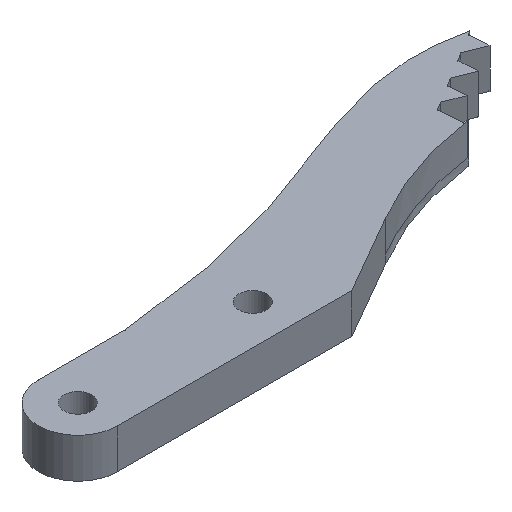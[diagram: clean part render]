
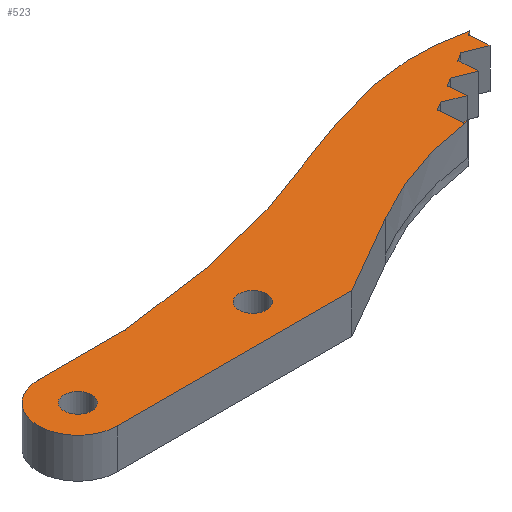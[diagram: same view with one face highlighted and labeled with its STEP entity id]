
A CAD part, isometric view. The second image highlights one B-rep face of the part: STEP entity #523.
In plain terms, the highlighted planar face has unit normal (0, 0, 1).
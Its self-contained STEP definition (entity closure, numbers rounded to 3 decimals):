
#19=(
BOUNDED_CURVE()
B_SPLINE_CURVE(4,(#859,#860,#861,#862,#863),.UNSPECIFIED.,.F.,.F.)
B_SPLINE_CURVE_WITH_KNOTS((5,5),(0.,0.954),.UNSPECIFIED.)
CURVE()
GEOMETRIC_REPRESENTATION_ITEM()
RATIONAL_B_SPLINE_CURVE((1.,1.,1.,1.,1.))
REPRESENTATION_ITEM('')
);
#20=(
BOUNDED_CURVE()
B_SPLINE_CURVE(5,(#872,#873,#874,#875,#876,#877,#878,#879,#880,#881,#882,
#883),.UNSPECIFIED.,.F.,.F.)
B_SPLINE_CURVE_WITH_KNOTS((6,1,1,1,1,1,1,6),(-0.606,-0.6,-0.5,
-0.4,-0.3,-0.2,-0.1,0.),.UNSPECIFIED.)
CURVE()
GEOMETRIC_REPRESENTATION_ITEM()
RATIONAL_B_SPLINE_CURVE((1.,1.,1.,1.,1.,1.,1.,1.,1.,1.,1.,1.))
REPRESENTATION_ITEM('')
);
#23=FACE_BOUND('',#78,.T.);
#24=FACE_BOUND('',#79,.T.);
#30=CIRCLE('',#573,5.);
#31=CIRCLE('',#574,1.75);
#32=CIRCLE('',#575,1.75);
#50=FACE_OUTER_BOUND('',#77,.T.);
#77=EDGE_LOOP('',(#403,#404,#405,#406,#407,#408,#409,#410,#411,#412,#413,
#414,#415,#416,#417,#418,#419,#420,#421));
#78=EDGE_LOOP('',(#422));
#79=EDGE_LOOP('',(#423));
#97=LINE('',#699,#150);
#116=LINE('',#813,#169);
#118=LINE('',#817,#171);
#120=LINE('',#821,#173);
#122=LINE('',#826,#175);
#125=LINE('',#831,#178);
#127=LINE('',#835,#180);
#129=LINE('',#839,#182);
#131=LINE('',#843,#184);
#133=LINE('',#847,#186);
#135=LINE('',#850,#188);
#136=LINE('',#853,#189);
#138=LINE('',#856,#191);
#139=LINE('',#865,#192);
#140=LINE('',#869,#193);
#141=LINE('',#871,#194);
#150=VECTOR('',#586,10.);
#169=VECTOR('',#619,10.);
#171=VECTOR('',#623,10.);
#173=VECTOR('',#627,10.);
#175=VECTOR('',#631,10.);
#178=VECTOR('',#636,10.);
#180=VECTOR('',#640,10.);
#182=VECTOR('',#644,10.);
#184=VECTOR('',#648,10.);
#186=VECTOR('',#652,10.);
#188=VECTOR('',#656,10.);
#189=VECTOR('',#659,10.);
#191=VECTOR('',#663,10.);
#192=VECTOR('',#666,10.);
#193=VECTOR('',#669,10.);
#194=VECTOR('',#670,10.);
#203=VERTEX_POINT('',#697);
#204=VERTEX_POINT('',#698);
#231=VERTEX_POINT('',#805);
#232=VERTEX_POINT('',#812);
#233=VERTEX_POINT('',#816);
#234=VERTEX_POINT('',#820);
#235=VERTEX_POINT('',#824);
#236=VERTEX_POINT('',#825);
#237=VERTEX_POINT('',#830);
#238=VERTEX_POINT('',#834);
#239=VERTEX_POINT('',#838);
#240=VERTEX_POINT('',#842);
#241=VERTEX_POINT('',#846);
#242=VERTEX_POINT('',#852);
#243=VERTEX_POINT('',#858);
#244=VERTEX_POINT('',#864);
#245=VERTEX_POINT('',#866);
#246=VERTEX_POINT('',#868);
#247=VERTEX_POINT('',#870);
#248=VERTEX_POINT('',#884);
#249=VERTEX_POINT('',#886);
#251=EDGE_CURVE('',#203,#204,#97,.T.);
#282=EDGE_CURVE('',#231,#232,#116,.T.);
#284=EDGE_CURVE('',#232,#233,#118,.T.);
#286=EDGE_CURVE('',#233,#234,#120,.T.);
#288=EDGE_CURVE('',#235,#236,#122,.T.);
#291=EDGE_CURVE('',#236,#237,#125,.T.);
#293=EDGE_CURVE('',#237,#238,#127,.T.);
#295=EDGE_CURVE('',#238,#239,#129,.T.);
#297=EDGE_CURVE('',#239,#240,#131,.T.);
#299=EDGE_CURVE('',#240,#241,#133,.T.);
#301=EDGE_CURVE('',#234,#235,#135,.T.);
#302=EDGE_CURVE('',#241,#242,#136,.T.);
#304=EDGE_CURVE('',#242,#203,#138,.T.);
#305=EDGE_CURVE('',#243,#231,#19,.T.);
#306=EDGE_CURVE('',#244,#243,#139,.T.);
#307=EDGE_CURVE('',#244,#245,#30,.T.);
#308=EDGE_CURVE('',#246,#245,#140,.T.);
#309=EDGE_CURVE('',#247,#246,#141,.T.);
#310=EDGE_CURVE('',#204,#247,#20,.T.);
#311=EDGE_CURVE('',#248,#248,#31,.T.);
#312=EDGE_CURVE('',#249,#249,#32,.T.);
#403=ORIENTED_EDGE('',*,*,#251,.F.);
#404=ORIENTED_EDGE('',*,*,#304,.F.);
#405=ORIENTED_EDGE('',*,*,#302,.F.);
#406=ORIENTED_EDGE('',*,*,#299,.F.);
#407=ORIENTED_EDGE('',*,*,#297,.F.);
#408=ORIENTED_EDGE('',*,*,#295,.F.);
#409=ORIENTED_EDGE('',*,*,#293,.F.);
#410=ORIENTED_EDGE('',*,*,#291,.F.);
#411=ORIENTED_EDGE('',*,*,#288,.F.);
#412=ORIENTED_EDGE('',*,*,#301,.F.);
#413=ORIENTED_EDGE('',*,*,#286,.F.);
#414=ORIENTED_EDGE('',*,*,#284,.F.);
#415=ORIENTED_EDGE('',*,*,#282,.F.);
#416=ORIENTED_EDGE('',*,*,#305,.F.);
#417=ORIENTED_EDGE('',*,*,#306,.F.);
#418=ORIENTED_EDGE('',*,*,#307,.T.);
#419=ORIENTED_EDGE('',*,*,#308,.F.);
#420=ORIENTED_EDGE('',*,*,#309,.F.);
#421=ORIENTED_EDGE('',*,*,#310,.F.);
#422=ORIENTED_EDGE('',*,*,#311,.T.);
#423=ORIENTED_EDGE('',*,*,#312,.T.);
#478=PLANE('',#572);
#523=ADVANCED_FACE('',(#50,#23,#24),#478,.T.);
#572=AXIS2_PLACEMENT_3D('',#857,#664,#665);
#573=AXIS2_PLACEMENT_3D('',#867,#667,#668);
#574=AXIS2_PLACEMENT_3D('',#885,#671,#672);
#575=AXIS2_PLACEMENT_3D('',#887,#673,#674);
#586=DIRECTION('',(0.575,-0.818,0.));
#619=DIRECTION('',(-0.852,-0.523,0.));
#623=DIRECTION('',(0.061,-0.998,0.));
#627=DIRECTION('',(-0.93,0.368,0.));
#631=DIRECTION('',(0.061,-0.998,0.));
#636=DIRECTION('',(-0.93,0.368,0.));
#640=DIRECTION('',(-0.852,-0.523,0.));
#644=DIRECTION('',(0.078,-0.997,0.));
#648=DIRECTION('',(-0.927,0.375,0.));
#652=DIRECTION('',(-0.852,-0.523,0.));
#656=DIRECTION('',(-0.852,-0.523,0.));
#659=DIRECTION('',(0.078,-0.997,0.));
#663=DIRECTION('',(0.997,0.078,0.));
#664=DIRECTION('center_axis',(0.,0.,1.));
#665=DIRECTION('ref_axis',(1.,0.,0.));
#666=DIRECTION('',(1.,0.,0.));
#667=DIRECTION('center_axis',(0.,0.,1.));
#668=DIRECTION('ref_axis',(1.,0.,0.));
#669=DIRECTION('',(-1.,0.,0.));
#670=DIRECTION('',(-0.866,-0.5,0.));
#671=DIRECTION('center_axis',(0.,0.,-1.));
#672=DIRECTION('ref_axis',(1.,0.,0.));
#673=DIRECTION('center_axis',(0.,0.,-1.));
#674=DIRECTION('ref_axis',(1.,0.,0.));
#697=CARTESIAN_POINT('',(59.861,18.539,0.));
#698=CARTESIAN_POINT('',(59.925,18.449,0.));
#699=CARTESIAN_POINT('',(54.06,26.802,0.));
#805=CARTESIAN_POINT('',(69.738,28.098,0.));
#812=CARTESIAN_POINT('',(69.256,27.801,0.));
#813=CARTESIAN_POINT('',(46.284,13.688,0.));
#816=CARTESIAN_POINT('',(69.411,25.241,0.));
#817=CARTESIAN_POINT('',(69.706,20.384,0.));
#820=CARTESIAN_POINT('',(66.782,26.281,0.));
#821=CARTESIAN_POINT('',(47.035,34.096,0.));
#824=CARTESIAN_POINT('',(65.766,25.657,0.));
#825=CARTESIAN_POINT('',(65.916,23.182,0.));
#826=CARTESIAN_POINT('',(66.155,19.245,0.));
#830=CARTESIAN_POINT('',(63.373,24.187,0.));
#831=CARTESIAN_POINT('',(44.731,31.554,0.));
#834=CARTESIAN_POINT('',(62.362,23.566,0.));
#835=CARTESIAN_POINT('',(43.076,11.717,0.));
#838=CARTESIAN_POINT('',(62.545,21.218,0.));
#839=CARTESIAN_POINT('',(62.752,18.574,0.));
#842=CARTESIAN_POINT('',(60.13,22.195,0.));
#843=CARTESIAN_POINT('',(42.707,29.247,0.));
#846=CARTESIAN_POINT('',(59.123,21.576,0.));
#847=CARTESIAN_POINT('',(41.457,10.722,0.));
#850=CARTESIAN_POINT('',(44.781,12.765,0.));
#852=CARTESIAN_POINT('',(59.363,18.5,0.));
#853=CARTESIAN_POINT('',(59.474,17.083,0.));
#856=CARTESIAN_POINT('',(37.59,16.799,0.));
#857=CARTESIAN_POINT('Origin',(15.54,12.226,0.));
#858=CARTESIAN_POINT('',(15.54,17.226,0.));
#859=CARTESIAN_POINT('Ctrl Pts',(15.54,17.226,0.));
#860=CARTESIAN_POINT('Ctrl Pts',(34.103,18.918,0.));
#861=CARTESIAN_POINT('Ctrl Pts',(45.878,22.636,0.));
#862=CARTESIAN_POINT('Ctrl Pts',(54.736,31.655,0.));
#863=CARTESIAN_POINT('Ctrl Pts',(69.738,28.098,0.));
#864=CARTESIAN_POINT('',(4.54,17.226,0.));
#865=CARTESIAN_POINT('',(-0.46,17.226,0.));
#866=CARTESIAN_POINT('',(4.54,7.226,0.));
#867=CARTESIAN_POINT('Origin',(4.54,12.226,0.));
#868=CARTESIAN_POINT('',(33.998,7.226,0.));
#869=CARTESIAN_POINT('',(31.54,7.226,0.));
#870=CARTESIAN_POINT('',(44.,13.,0.));
#871=CARTESIAN_POINT('',(33.998,7.226,0.));
#872=CARTESIAN_POINT('Ctrl Pts',(59.925,18.449,0.));
#873=CARTESIAN_POINT('Ctrl Pts',(59.893,18.446,0.));
#874=CARTESIAN_POINT('Ctrl Pts',(59.308,18.379,0.));
#875=CARTESIAN_POINT('Ctrl Pts',(58.173,18.227,0.));
#876=CARTESIAN_POINT('Ctrl Pts',(56.495,17.936,0.));
#877=CARTESIAN_POINT('Ctrl Pts',(54.29,17.417,0.));
#878=CARTESIAN_POINT('Ctrl Pts',(51.616,16.575,0.));
#879=CARTESIAN_POINT('Ctrl Pts',(49.,15.552,0.));
#880=CARTESIAN_POINT('Ctrl Pts',(46.961,14.605,0.));
#881=CARTESIAN_POINT('Ctrl Pts',(45.466,13.827,0.));
#882=CARTESIAN_POINT('Ctrl Pts',(44.486,13.281,0.));
#883=CARTESIAN_POINT('Ctrl Pts',(44.,13.,0.));
#884=CARTESIAN_POINT('',(2.79,12.226,0.));
#885=CARTESIAN_POINT('Origin',(4.54,12.226,0.));
#886=CARTESIAN_POINT('',(24.79,12.226,0.));
#887=CARTESIAN_POINT('Origin',(26.54,12.226,0.));
